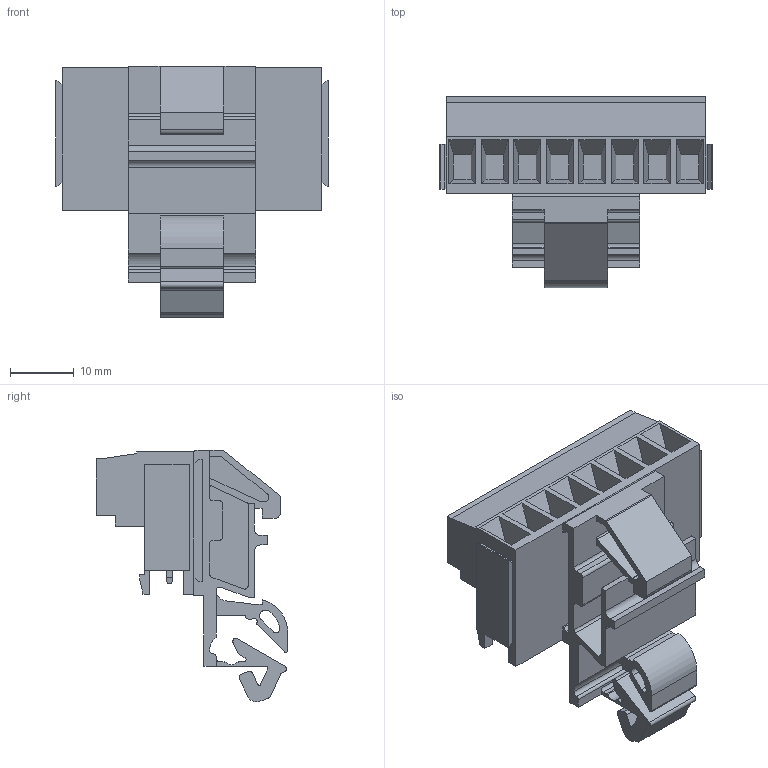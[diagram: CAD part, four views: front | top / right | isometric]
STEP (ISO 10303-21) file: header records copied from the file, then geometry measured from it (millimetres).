
FILE_DESCRIPTION(('CATIA V5 STEP Exchange','CAx-IF Rec.Pracs.--- Model Styling and Organization---1.2---2011-12-15'),'2;1');
FILE_NAME ('D1457434_0_1846070000_1846070000.stp','2018-11-24T07:09:57+00:00',('none'),('Weidmueller'),'CATIA Version 5-6 Release 2014','CATIA V5 STEP AP214','none');
FILE_SCHEMA(('AUTOMOTIVE_DESIGN { 1 0 10303 214 1 1 1 1 }'));
Length unit declared in the file: millimetre
Products named in the file (1): 1846070000
Bounding box: 42.64 x 29.95 x 39.4 mm (x, y, z)
Volume: 10639.1 mm3; surface area: 9203 mm2
Topology: 9 solids, 9 shells, 420 faces, 1169 edges, 768 vertices
Faces by surface type: plane 336, cylinder 84
Entity records: 12437 total; most frequent: ORIENTED_EDGE 2338, CARTESIAN_POINT 2260, DIRECTION 1687, EDGE_CURVE 1169, VECTOR 933, LINE 933, VERTEX_POINT 768, AXIS2_PLACEMENT_3D 475
